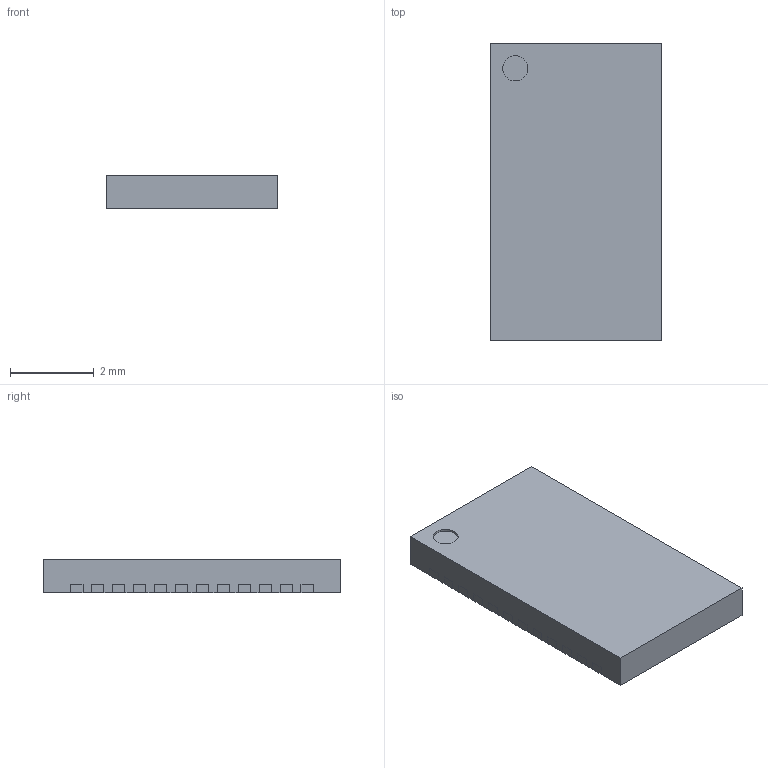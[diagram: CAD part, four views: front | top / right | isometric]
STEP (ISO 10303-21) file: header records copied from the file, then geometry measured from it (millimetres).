
FILE_DESCRIPTION((''),'2;1');
FILE_NAME('SON50P400X700X80-25N-R264X643.stp','2015-07-14T16:28:20',(''),(''),'Mechanical Desktop 2011','Mechanical Desktop 2011',', , ');
FILE_SCHEMA(('AUTOMOTIVE_DESIGN { 1 2 10303 214 1 1 1 1 }'));
Length unit declared in the file: millimetre
Products named in the file (1): Product
Bounding box: 4.1 x 7.1 x 0.8 mm (x, y, z)
Volume: 23.3 mm3; surface area: 137.2 mm2
Topology: 26 solids, 26 shells, 262 faces, 624 edges, 416 vertices
Faces by surface type: bspline 120, plane 116, cylinder 26
Entity records: 7847 total; most frequent: CARTESIAN_POINT 1999, ORIENTED_EDGE 1248, DIRECTION 1010, EDGE_CURVE 624, VECTOR 524, LINE 524, VERTEX_POINT 416, EDGE_LOOP 264
